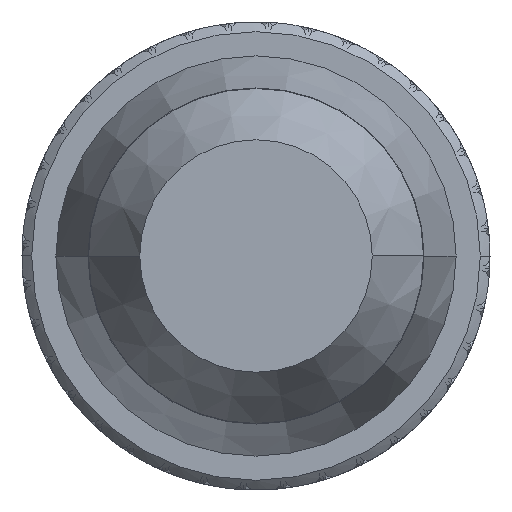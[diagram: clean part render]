
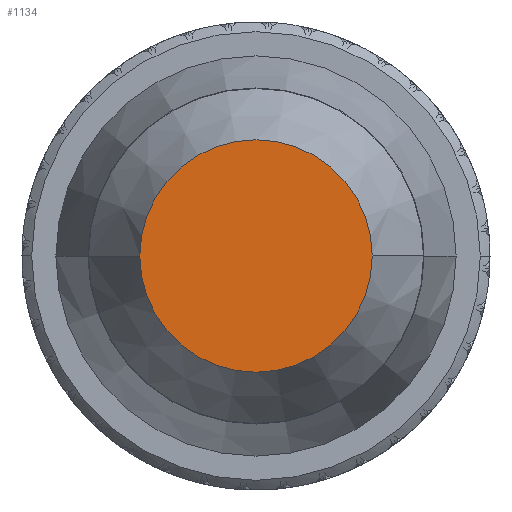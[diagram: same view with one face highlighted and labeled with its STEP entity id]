
A CAD part, left-side view. The second image highlights one B-rep face of the part: STEP entity #1134.
In plain terms, the highlighted planar face has unit normal (-1, 0, 0).
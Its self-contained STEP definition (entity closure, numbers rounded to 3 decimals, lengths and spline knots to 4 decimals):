
#197=CARTESIAN_POINT('',(-27.6,0.,0.));
#198=DIRECTION('',(-1.,0.,0.));
#199=DIRECTION('',(0.,-1.,0.));
#200=AXIS2_PLACEMENT_3D('',#197,#198,#199);
#202=CARTESIAN_POINT('',(-27.6,0.,0.));
#203=DIRECTION('',(1.,0.,0.));
#204=DIRECTION('',(0.,-1.,0.));
#205=AXIS2_PLACEMENT_3D('',#202,#203,#204);
#675=CARTESIAN_POINT('',(-27.6,-3.6,0.));
#676=CARTESIAN_POINT('',(-27.6,3.6,0.));
#677=VERTEX_POINT('',#675);
#678=VERTEX_POINT('',#676);
#1125=CARTESIAN_POINT('',(-27.6,0.,0.));
#1126=DIRECTION('',(1.,0.,0.));
#1127=DIRECTION('',(0.,1.,0.));
#1128=AXIS2_PLACEMENT_3D('',#1125,#1126,#1127);
#1129=PLANE('',#1128);
#1130=ORIENTED_EDGE('',*,*,#1091,.F.);
#1131=ORIENTED_EDGE('',*,*,#1108,.T.);
#1132=EDGE_LOOP('',(#1130,#1131));
#1133=FACE_OUTER_BOUND('',#1132,.F.);
#1134=ADVANCED_FACE('',(#1133),#1129,.F.);
#201=CIRCLE('',#200,3.6);
#206=CIRCLE('',#205,3.6);
#1091=EDGE_CURVE('',#677,#678,#201,.T.);
#1108=EDGE_CURVE('',#677,#678,#206,.T.);
